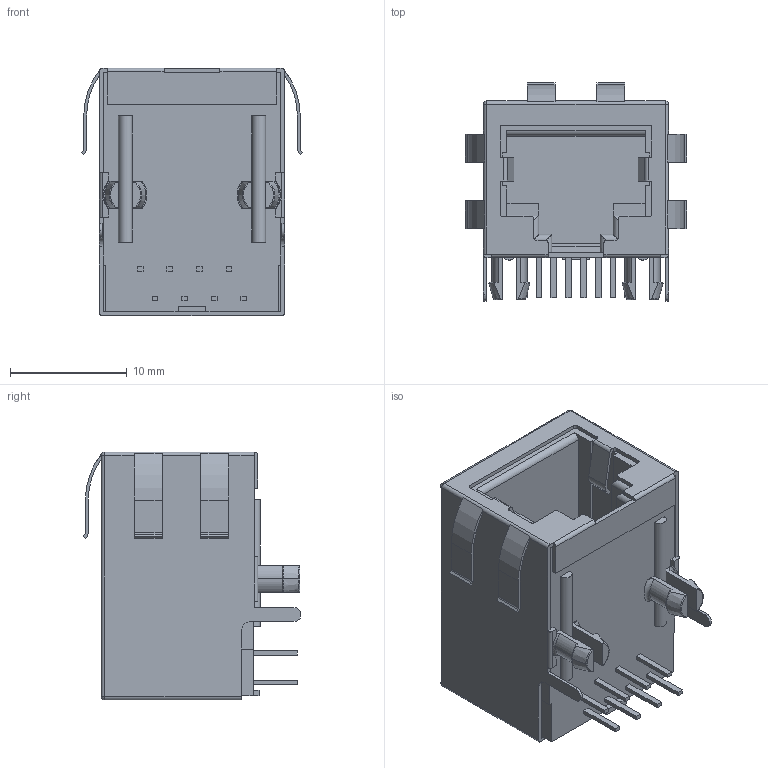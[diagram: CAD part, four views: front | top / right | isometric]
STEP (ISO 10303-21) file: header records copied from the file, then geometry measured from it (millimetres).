
FILE_DESCRIPTION (( 'STEP AP214' ), '1' );
FILE_NAME ('GSX-NS7-88-3.05_rA4.STEP', '2013-01-22T16:23:24', ( '' ), ( '' ), 'SwSTEP 2.0', 'SolidWorks 2012', '' );
FILE_SCHEMA (( 'AUTOMOTIVE_DESIGN' ));
Length unit declared in the file: millimetre
Products named in the file (1): GSX-NS7-88-3.05_rA4
Bounding box: 18.98 x 18.7 x 21.27 mm (x, y, z)
Volume: 3335.4 mm3; surface area: 2811.6 mm2
Topology: 1 solids, 1 shells, 338 faces, 932 edges, 602 vertices
Faces by surface type: plane 228, cylinder 82, torus 18, cone 6, sphere 4
Entity records: 12036 total; most frequent: CARTESIAN_POINT 2079, ORIENTED_EDGE 1856, DIRECTION 1778, EDGE_CURVE 928, VECTOR 680, LINE 680, VERTEX_POINT 602, AXIS2_PLACEMENT_3D 549
